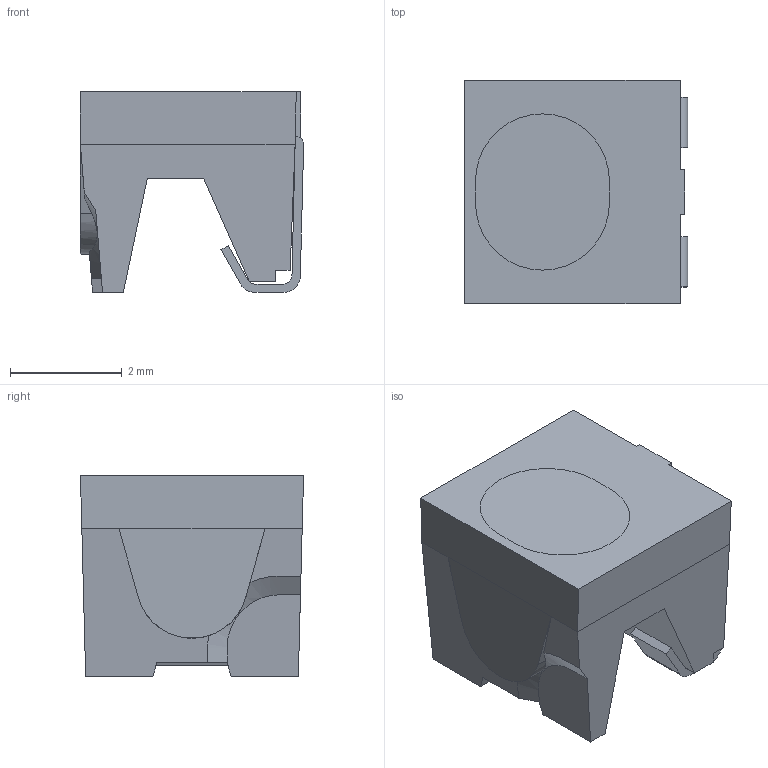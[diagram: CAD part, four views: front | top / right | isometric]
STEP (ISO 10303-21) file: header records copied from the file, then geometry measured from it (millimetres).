
FILE_DESCRIPTION (( 'STEP AP214' ), '1' );
FILE_NAME ('NSSW129.STEP', '2017-07-04T05:43:45', ( '' ), ( '' ), 'SwSTEP 2.0', 'SolidWorks 2015', '' );
FILE_SCHEMA (( 'AUTOMOTIVE_DESIGN' ));
Length unit declared in the file: inch
Products named in the file (3): NSSW129; Part2; Part1
Assembly tree (2 placements, depth 2):
  NSSW129
    Part1
    Part2
Bounding box: 4 x 4 x 3.6 mm (x, y, z)
Volume: 39.5 mm3; surface area: 117.2 mm2
Topology: 2 solids, 2 shells, 77 faces, 207 edges, 135 vertices
Faces by surface type: plane 57, cylinder 19, bspline 1
Entity records: 2566 total; most frequent: CARTESIAN_POINT 491, ORIENTED_EDGE 414, DIRECTION 404, EDGE_CURVE 207, LINE 162, VECTOR 162, VERTEX_POINT 135, AXIS2_PLACEMENT_3D 121
